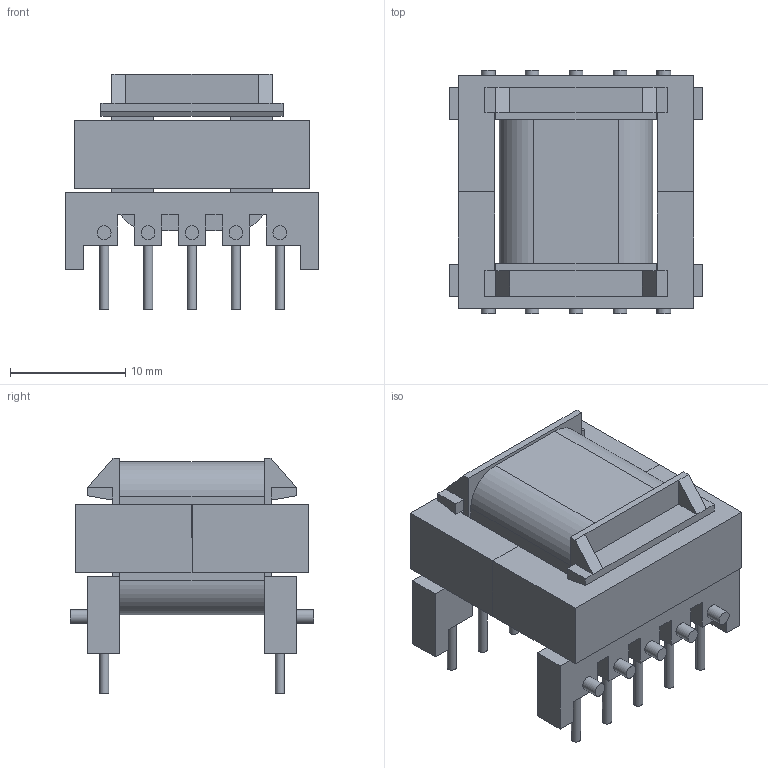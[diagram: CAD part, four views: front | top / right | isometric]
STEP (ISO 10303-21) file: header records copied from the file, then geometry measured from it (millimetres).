
FILE_DESCRIPTION( ( 'Unknown' ), '1' );
FILE_NAME( '760800080.stp', 'Unknown', ( 'Unknown' ), ( 'Unknown' ), 'XStep 1.0', 'Unknown', ' ' );
FILE_SCHEMA( ( 'automotive_design' ) );
Length unit declared in the file: millimetre
Products named in the file (3): Assem1; bobbin; E20-10-6_core
Bounding box: 22 x 21.1 x 20.45 mm (x, y, z)
Volume: 7244.7 mm3; surface area: 7216.7 mm2
Topology: 5 solids, 5 shells, 366 faces, 918 edges, 598 vertices
Faces by surface type: plane 318, cylinder 48
Full cylindrical faces by diameter (mm): 0.8 x20, 1.2 x20
Entity records: 6296 total; most frequent: CARTESIAN_POINT 858, DIRECTION 822, ORIENTED_EDGE 812, EDGE_CURVE 406, LINE 350, VECTOR 350, VERTEX_POINT 272, AXIS2_PLACEMENT_3D 236
